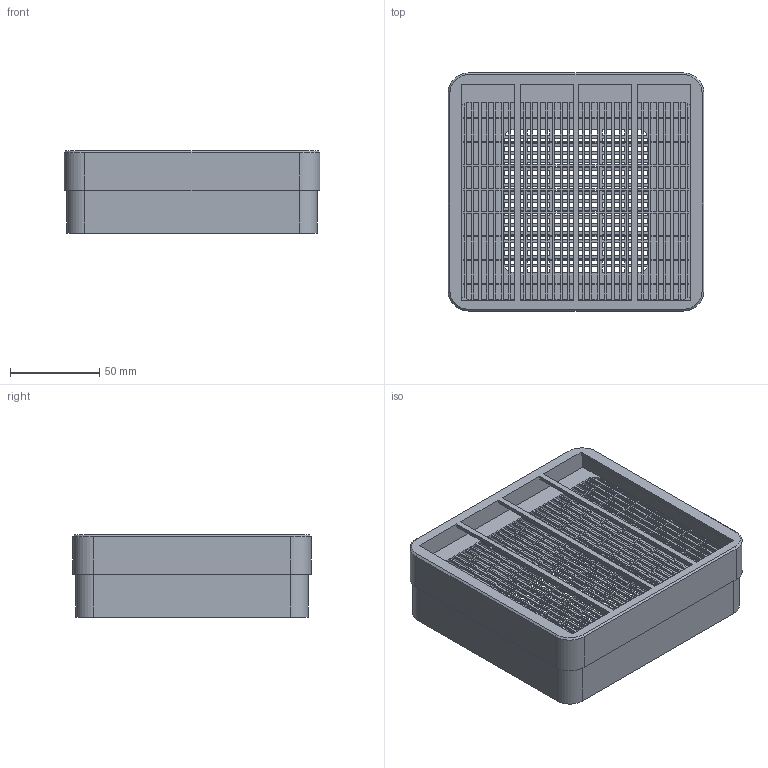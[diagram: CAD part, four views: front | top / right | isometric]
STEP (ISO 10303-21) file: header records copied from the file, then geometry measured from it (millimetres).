
FILE_DESCRIPTION(('FreeCAD Model'),'2;1');
FILE_NAME('Open CASCADE Shape Model','2023-11-25T15:44:28',(''),(''), 'Open CASCADE STEP processor 7.6','FreeCAD','Unknown');
FILE_SCHEMA(('AUTOMOTIVE_DESIGN { 1 0 10303 214 1 1 1 1 }'));
Length unit declared in the file: millimetre
Products named in the file (6): QidiXMax3ExternalFilterBox; OuterCage; MountingBracket; Door; InnerCage; FilterHolder
Assembly tree (5 placements, depth 2):
  QidiXMax3ExternalFilterBox
    OuterCage
    MountingBracket
    Door
    InnerCage
    FilterHolder
Bounding box: 143.2 x 133.2 x 46 mm (x, y, z)
Volume: 198655.1 mm3; surface area: 159360.8 mm2
Topology: 5 solids, 5 shells, 1643 faces, 5729 edges, 3746 vertices
Faces by surface type: plane 1371, bspline 140, cylinder 96, cone 36
Full cylindrical faces by diameter (mm): 2.52 x40, 6.2 x8
Entity records: 167665 total; most frequent: CARTESIAN_POINT 55571, DIRECTION 19705, LINE 16299, VECTOR 16299, ORIENTED_EDGE 11458, PCURVE 11458, DEFINITIONAL_REPRESENTATION 11458, EDGE_CURVE 5729
